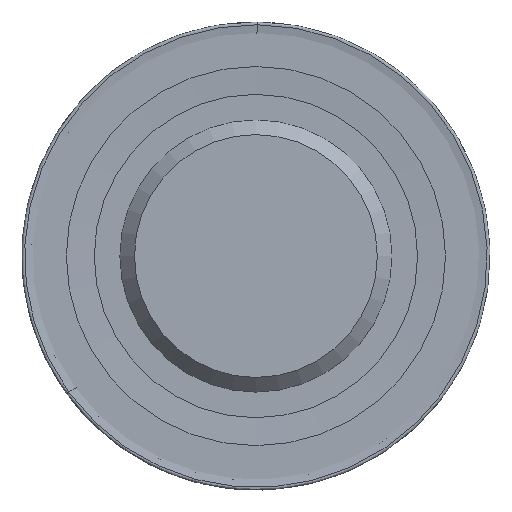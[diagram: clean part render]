
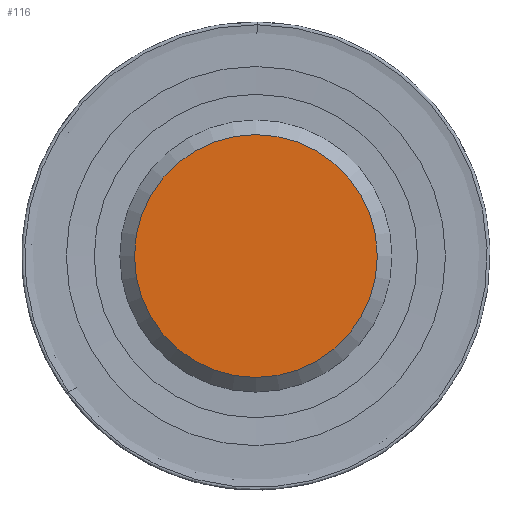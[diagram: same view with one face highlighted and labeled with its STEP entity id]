
A CAD part, left-side view. The second image highlights one B-rep face of the part: STEP entity #116.
In plain terms, the highlighted planar face has unit normal (-1, 0, 0).
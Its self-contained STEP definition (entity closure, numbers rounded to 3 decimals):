
#39=PLANE('',#606);
#116=ADVANCED_FACE('',(#172),#39,.F.);
#172=FACE_OUTER_BOUND('',#208,.T.);
#208=EDGE_LOOP('',(#376));
#376=ORIENTED_EDGE('',*,*,#495,.T.);
#427=VERTEX_POINT('',#1224);
#495=EDGE_CURVE('',#427,#427,#547,.T.);
#547=CIRCLE('',#604,20.75);
#604=AXIS2_PLACEMENT_3D('',#1223,#736,#737);
#606=AXIS2_PLACEMENT_3D('',#1226,#740,#741);
#736=DIRECTION('',(-1.,0.,0.));
#737=DIRECTION('',(0.,0.,1.));
#740=DIRECTION('',(1.,0.,0.));
#741=DIRECTION('',(0.,0.,-1.));
#1223=CARTESIAN_POINT('',(-2.,0.,0.));
#1224=CARTESIAN_POINT('',(-2.,0.,20.75));
#1226=CARTESIAN_POINT('',(-2.,15.,0.));
